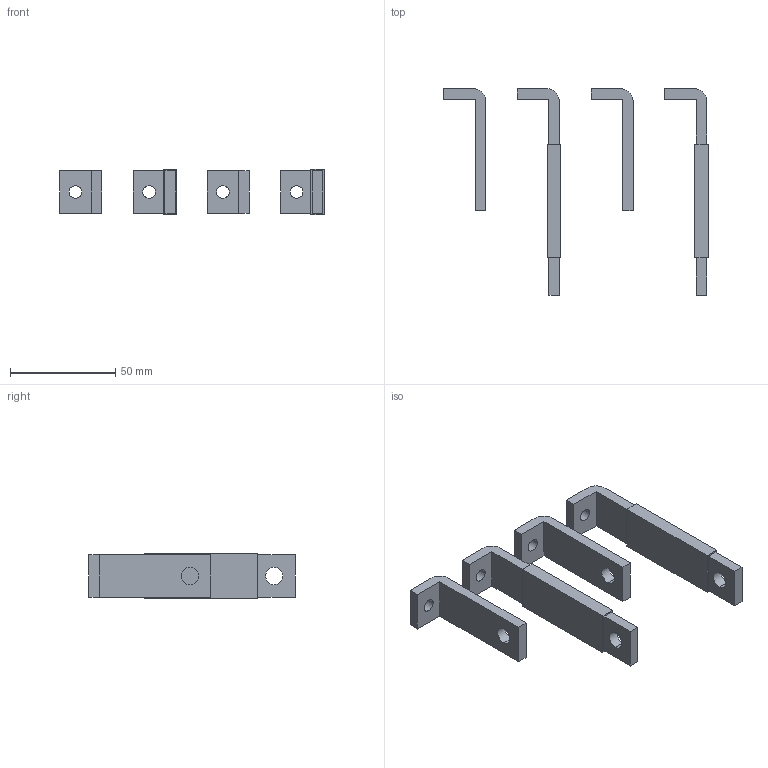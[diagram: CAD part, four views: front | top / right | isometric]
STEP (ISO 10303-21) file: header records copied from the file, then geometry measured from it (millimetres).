
FILE_DESCRIPTION(('CATIA V5 STEP Exchange'),'2;1');
FILE_NAME('1SDH001295R0795_1PA_001_00_XT4_4P_WITHDRAWABLE_VR_SUP.stp','2014-11-11T15:30:40+00:00',('none'),('none'),'CATIA Version 5 Release 20 SP 1 (IN-10)','CATIA V5 STEP AP214','none');
FILE_SCHEMA(('AUTOMOTIVE_DESIGN { 1 0 10303 214 1 1 1 1 }'));
Length unit declared in the file: millimetre
Products named in the file (1): 1SDH001295R0795_1PA_001_00_XT4_4P_WITHDRAWABLE_VR_SUP
Bounding box: 125.7 x 98 x 21.4 mm (x, y, z)
Volume: 38951.9 mm3; surface area: 20128.4 mm2
Topology: 4 solids, 4 shells, 72 faces, 180 edges, 120 vertices
Faces by surface type: plane 52, cylinder 20
Entity records: 1999 total; most frequent: ORIENTED_EDGE 360, CARTESIAN_POINT 338, DIRECTION 254, EDGE_CURVE 180, VECTOR 140, LINE 140, VERTEX_POINT 120, EDGE_LOOP 92
